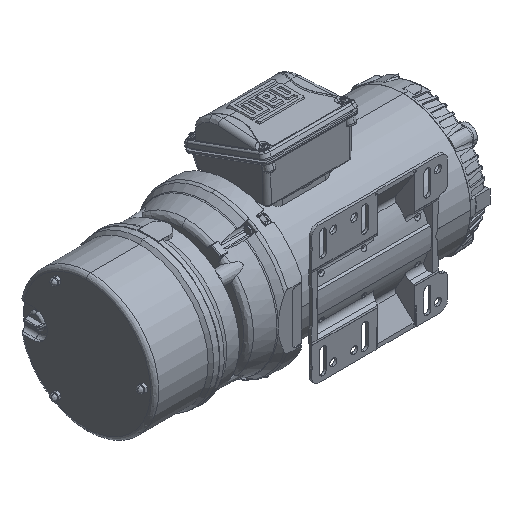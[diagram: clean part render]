
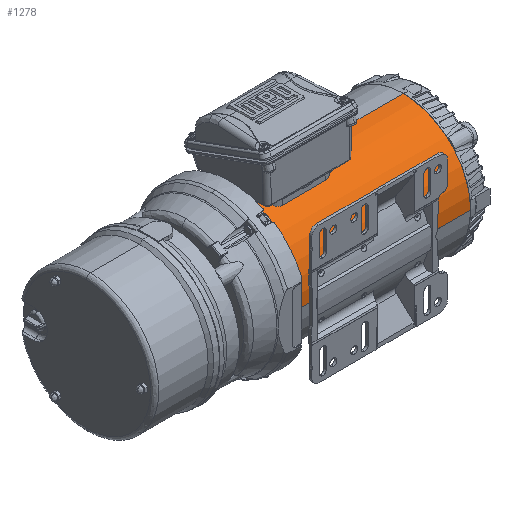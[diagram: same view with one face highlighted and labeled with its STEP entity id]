
A CAD part, isometric view. The second image highlights one B-rep face of the part: STEP entity #1278.
In plain terms, the highlighted cylindrical face has radius 81.875 mm (diameter 163.75 mm), a partial arc.
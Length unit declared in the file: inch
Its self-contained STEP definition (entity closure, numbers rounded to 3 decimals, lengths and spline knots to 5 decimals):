
#170 = CYLINDRICAL_SURFACE ( 'NONE', #3529, 3.22343 ) ;
#1278 = ADVANCED_FACE ( 'NONE', ( #60823 ), #170, .T. ) ;
#1723 = CARTESIAN_POINT ( 'NONE',  ( -8.26772, -3.22343, 0.00056 ) ) ;
#3529 = AXIS2_PLACEMENT_3D ( 'NONE', #56471, #20472, #4504 ) ;
#3751 = VERTEX_POINT ( 'NONE', #12855 ) ;
#4504 = DIRECTION ( 'NONE',  ( 0., 0., 1. ) ) ;
#4786 = DIRECTION ( 'NONE',  ( 1., 0., 0. ) ) ;
#8146 = VERTEX_POINT ( 'NONE', #15244 ) ;
#8240 = AXIS2_PLACEMENT_3D ( 'NONE', #59288, #28933, #23922 ) ;
#8482 = DIRECTION ( 'NONE',  ( -1., 0., 0. ) ) ;
#9439 = EDGE_LOOP ( 'NONE', ( #24840, #60429, #54681, #26831 ) ) ;
#9538 = EDGE_CURVE ( 'NONE', #45278, #3751, #34787, .T. ) ;
#12855 = CARTESIAN_POINT ( 'NONE',  ( -8.26772, 0., 3.22343 ) ) ;
#15244 = CARTESIAN_POINT ( 'NONE',  ( 0., -3.22343, 0.00056 ) ) ;
#16563 = VECTOR ( 'NONE', #8482, 39.37008 ) ;
#20145 = VERTEX_POINT ( 'NONE', #1723 ) ;
#20472 = DIRECTION ( 'NONE',  ( -1., 0., 0. ) ) ;
#23922 = DIRECTION ( 'NONE',  ( 0., 0., 1. ) ) ;
#24840 = ORIENTED_EDGE ( 'NONE', *, *, #44622, .T. ) ;
#26831 = ORIENTED_EDGE ( 'NONE', *, *, #57900, .T. ) ;
#28116 = AXIS2_PLACEMENT_3D ( 'NONE', #28291, #53295, #32974 ) ;
#28291 = CARTESIAN_POINT ( 'NONE',  ( -8.26772, 0., 0. ) ) ;
#28933 = DIRECTION ( 'NONE',  ( -1., 0., 0. ) ) ;
#31646 = CIRCLE ( 'NONE', #8240, 3.22343 ) ;
#32974 = DIRECTION ( 'NONE',  ( 0., 0., 1. ) ) ;
#34787 = LINE ( 'NONE', #44791, #16563 ) ;
#44622 = EDGE_CURVE ( 'NONE', #8146, #45278, #31646, .T. ) ;
#44791 = CARTESIAN_POINT ( 'NONE',  ( 22.34904, 0., 3.22343 ) ) ;
#45278 = VERTEX_POINT ( 'NONE', #53117 ) ;
#45440 = LINE ( 'NONE', #51094, #49542 ) ;
#49542 = VECTOR ( 'NONE', #4786, 39.37008 ) ;
#51094 = CARTESIAN_POINT ( 'NONE',  ( 22.34904, -3.22343, 0.00056 ) ) ;
#53117 = CARTESIAN_POINT ( 'NONE',  ( 0., 0., 3.22343 ) ) ;
#53295 = DIRECTION ( 'NONE',  ( 1., 0., 0. ) ) ;
#54681 = ORIENTED_EDGE ( 'NONE', *, *, #58617, .T. ) ;
#56471 = CARTESIAN_POINT ( 'NONE',  ( 22.34904, 0., 0. ) ) ;
#56871 = CIRCLE ( 'NONE', #28116, 3.22343 ) ;
#57900 = EDGE_CURVE ( 'NONE', #20145, #8146, #45440, .T. ) ;
#58617 = EDGE_CURVE ( 'NONE', #3751, #20145, #56871, .T. ) ;
#59288 = CARTESIAN_POINT ( 'NONE',  ( 0., 0., 0. ) ) ;
#60429 = ORIENTED_EDGE ( 'NONE', *, *, #9538, .T. ) ;
#60823 = FACE_OUTER_BOUND ( 'NONE', #9439, .T. ) ;
